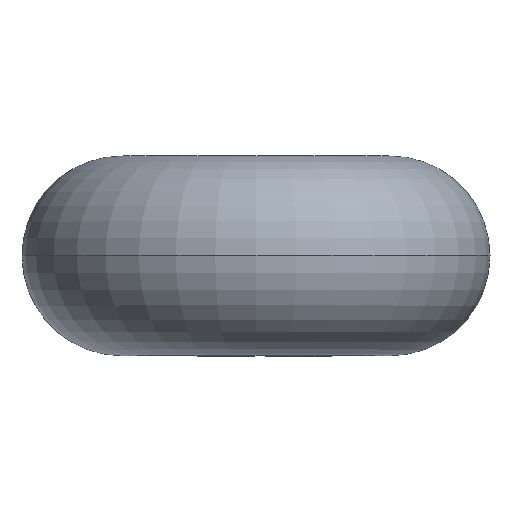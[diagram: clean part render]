
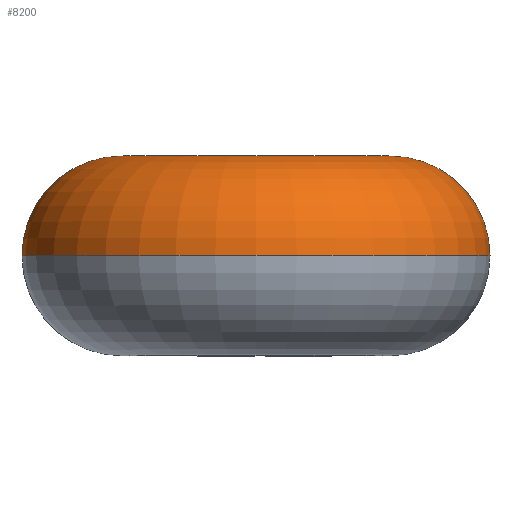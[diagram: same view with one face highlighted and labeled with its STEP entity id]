
A CAD part, top view. The second image highlights one B-rep face of the part: STEP entity #8200.
In plain terms, the highlighted toroidal (fillet/blend) face has major radius 4.3 mm and minor radius 3.2 mm.
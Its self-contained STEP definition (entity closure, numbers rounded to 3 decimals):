
#171 = CARTESIAN_POINT ( 'NONE',  ( 4.3, 0., 0. ) ) ;
#235 = DIRECTION ( 'NONE',  ( 0., 1., 0. ) ) ;
#282 = AXIS2_PLACEMENT_3D ( 'NONE', #6872, #11051, #6811 ) ;
#767 = AXIS2_PLACEMENT_3D ( 'NONE', #11007, #5795, #7719 ) ;
#2273 = CARTESIAN_POINT ( 'NONE',  ( -7.5, 0., 0. ) ) ;
#2307 = VERTEX_POINT ( 'NONE', #2273 ) ;
#2414 = FACE_OUTER_BOUND ( 'NONE', #11572, .T. ) ;
#3166 = ORIENTED_EDGE ( 'NONE', *, *, #4898, .T. ) ;
#3537 = AXIS2_PLACEMENT_3D ( 'NONE', #171, #8408, #235 ) ;
#3992 = ORIENTED_EDGE ( 'NONE', *, *, #10394, .T. ) ;
#4347 = CARTESIAN_POINT ( 'NONE',  ( 7.5, 0., 0. ) ) ;
#4381 = ORIENTED_EDGE ( 'NONE', *, *, #6843, .F. ) ;
#4409 = CIRCLE ( 'NONE', #7878, 3.2 ) ;
#4872 = ORIENTED_EDGE ( 'NONE', *, *, #7571, .F. ) ;
#4898 = EDGE_CURVE ( 'NONE', #10303, #2307, #4409, .T. ) ;
#5276 = CIRCLE ( 'NONE', #12892, 4.3 ) ;
#5795 = DIRECTION ( 'NONE',  ( 0., 1., 0. ) ) ;
#6313 = CARTESIAN_POINT ( 'NONE',  ( -4.3, 3.2, 0. ) ) ;
#6602 = DIRECTION ( 'NONE',  ( 0., 0., 1. ) ) ;
#6811 = DIRECTION ( 'NONE',  ( 1., 0., 0. ) ) ;
#6817 = CIRCLE ( 'NONE', #767, 7.5 ) ;
#6843 = EDGE_CURVE ( 'NONE', #7237, #12868, #12226, .T. ) ;
#6872 = CARTESIAN_POINT ( 'NONE',  ( 0., 0., 0. ) ) ;
#7237 = VERTEX_POINT ( 'NONE', #8329 ) ;
#7495 = DIRECTION ( 'NONE',  ( 0., -1., 0. ) ) ;
#7571 = EDGE_CURVE ( 'NONE', #10303, #7237, #5276, .T. ) ;
#7719 = DIRECTION ( 'NONE',  ( 1., 0., 0. ) ) ;
#7878 = AXIS2_PLACEMENT_3D ( 'NONE', #8727, #6602, #7495 ) ;
#8179 = CARTESIAN_POINT ( 'NONE',  ( 0., 3.2, 0. ) ) ;
#8200 = ADVANCED_FACE ( 'NONE', ( #2414 ), #8701, .T. ) ;
#8329 = CARTESIAN_POINT ( 'NONE',  ( 4.3, 3.2, 0. ) ) ;
#8408 = DIRECTION ( 'NONE',  ( 0., 0., -1. ) ) ;
#8701 = TOROIDAL_SURFACE ( 'NONE', #282, 4.3, 3.2 ) ;
#8727 = CARTESIAN_POINT ( 'NONE',  ( -4.3, 0., 0. ) ) ;
#10303 = VERTEX_POINT ( 'NONE', #6313 ) ;
#10394 = EDGE_CURVE ( 'NONE', #2307, #12868, #6817, .T. ) ;
#11007 = CARTESIAN_POINT ( 'NONE',  ( 0., 0., 0. ) ) ;
#11051 = DIRECTION ( 'NONE',  ( 0., -1., 0. ) ) ;
#11350 = DIRECTION ( 'NONE',  ( 1., 0., 0. ) ) ;
#11572 = EDGE_LOOP ( 'NONE', ( #4872, #3166, #3992, #4381 ) ) ;
#12226 = CIRCLE ( 'NONE', #3537, 3.2 ) ;
#12335 = DIRECTION ( 'NONE',  ( 0., 1., 0. ) ) ;
#12868 = VERTEX_POINT ( 'NONE', #4347 ) ;
#12892 = AXIS2_PLACEMENT_3D ( 'NONE', #8179, #12335, #11350 ) ;
